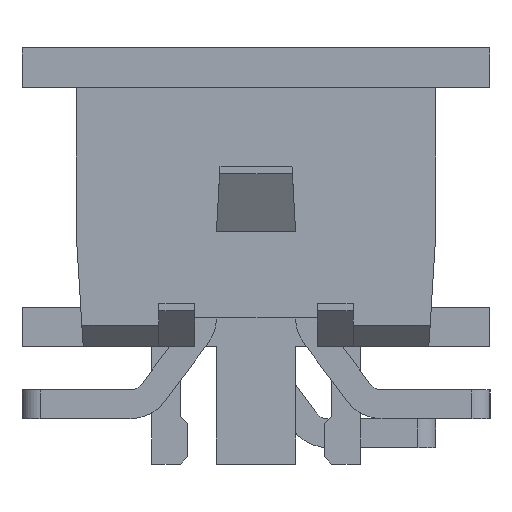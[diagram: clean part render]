
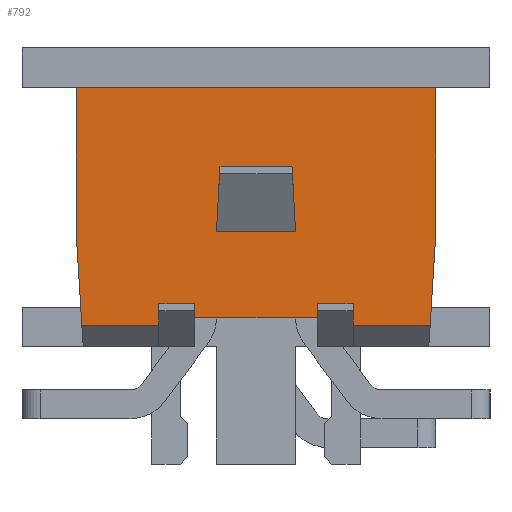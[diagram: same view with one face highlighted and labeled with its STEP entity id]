
A CAD part, left-side view. The second image highlights one B-rep face of the part: STEP entity #792.
In plain terms, the highlighted planar face has unit normal (-1, 0, 0).
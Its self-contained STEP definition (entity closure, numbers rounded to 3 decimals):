
#792 = ADVANCED_FACE( '', ( #1637, #1638 ), #1639, .F. );
#1637 = FACE_BOUND( '', #2510, .T. );
#1638 = FACE_OUTER_BOUND( '', #2511, .T. );
#1639 = PLANE( '', #2512 );
#2510 = EDGE_LOOP( '', ( #5078, #5079, #5080, #5081 ) );
#2511 = EDGE_LOOP( '', ( #5082, #5083, #5084, #5085, #5086, #5087, #5088, #5089, #5090, #5091, #5092, #5093, #5094, #5095 ) );
#2512 = AXIS2_PLACEMENT_3D( '', #5096, #5097, #5098 );
#5078 = ORIENTED_EDGE( '', *, *, #6098, .T. );
#5079 = ORIENTED_EDGE( '', *, *, #6324, .T. );
#5080 = ORIENTED_EDGE( '', *, *, #6325, .F. );
#5081 = ORIENTED_EDGE( '', *, *, #6066, .F. );
#5082 = ORIENTED_EDGE( '', *, *, #6158, .T. );
#5083 = ORIENTED_EDGE( '', *, *, #5788, .T. );
#5084 = ORIENTED_EDGE( '', *, *, #6120, .F. );
#5085 = ORIENTED_EDGE( '', *, *, #5884, .T. );
#5086 = ORIENTED_EDGE( '', *, *, #5594, .F. );
#5087 = ORIENTED_EDGE( '', *, *, #5985, .F. );
#5088 = ORIENTED_EDGE( '', *, *, #5741, .T. );
#5089 = ORIENTED_EDGE( '', *, *, #6127, .T. );
#5090 = ORIENTED_EDGE( '', *, *, #6281, .F. );
#5091 = ORIENTED_EDGE( '', *, *, #6037, .F. );
#5092 = ORIENTED_EDGE( '', *, *, #6069, .F. );
#5093 = ORIENTED_EDGE( '', *, *, #6125, .T. );
#5094 = ORIENTED_EDGE( '', *, *, #6172, .T. );
#5095 = ORIENTED_EDGE( '', *, *, #5758, .T. );
#5096 = CARTESIAN_POINT( '', ( -13.715, 2.5, 3.6 ) );
#5097 = DIRECTION( '', ( 1., 0., 0. ) );
#5098 = DIRECTION( '', ( 0., 0., -1. ) );
#5594 = EDGE_CURVE( '', #6923, #6925, #6926, .T. );
#5741 = EDGE_CURVE( '', #7160, #7157, #7161, .T. );
#5758 = EDGE_CURVE( '', #7190, #7188, #7191, .T. );
#5788 = EDGE_CURVE( '', #7239, #7237, #7240, .T. );
#5884 = EDGE_CURVE( '', #7395, #6925, #7396, .T. );
#5985 = EDGE_CURVE( '', #7160, #6923, #7548, .T. );
#6037 = EDGE_CURVE( '', #7617, #7618, #7619, .T. );
#6066 = EDGE_CURVE( '', #7657, #7659, #7660, .T. );
#6069 = EDGE_CURVE( '', #7663, #7617, #7664, .T. );
#6098 = EDGE_CURVE( '', #7657, #7696, #7697, .T. );
#6120 = EDGE_CURVE( '', #7395, #7237, #7724, .T. );
#6125 = EDGE_CURVE( '', #7663, #7729, #7731, .T. );
#6127 = EDGE_CURVE( '', #7157, #7733, #7734, .T. );
#6158 = EDGE_CURVE( '', #7188, #7239, #7768, .T. );
#6172 = EDGE_CURVE( '', #7729, #7190, #7784, .T. );
#6281 = EDGE_CURVE( '', #7618, #7733, #7906, .T. );
#6324 = EDGE_CURVE( '', #7696, #7952, #7953, .T. );
#6325 = EDGE_CURVE( '', #7659, #7952, #7954, .T. );
#6923 = VERTEX_POINT( '', #9128 );
#6925 = VERTEX_POINT( '', #9131 );
#6926 = LINE( '', #9132, #9133 );
#7157 = VERTEX_POINT( '', #9476 );
#7160 = VERTEX_POINT( '', #9480 );
#7161 = LINE( '', #9481, #9482 );
#7188 = VERTEX_POINT( '', #9521 );
#7190 = VERTEX_POINT( '', #9524 );
#7191 = LINE( '', #9525, #9526 );
#7237 = VERTEX_POINT( '', #9594 );
#7239 = VERTEX_POINT( '', #9597 );
#7240 = LINE( '', #9598, #9599 );
#7395 = VERTEX_POINT( '', #9841 );
#7396 = LINE( '', #9842, #9843 );
#7548 = LINE( '', #10088, #10089 );
#7617 = VERTEX_POINT( '', #10194 );
#7618 = VERTEX_POINT( '', #10195 );
#7619 = LINE( '', #10196, #10197 );
#7657 = VERTEX_POINT( '', #10254 );
#7659 = VERTEX_POINT( '', #10257 );
#7660 = LINE( '', #10258, #10259 );
#7663 = VERTEX_POINT( '', #10263 );
#7664 = LINE( '', #10264, #10265 );
#7696 = VERTEX_POINT( '', #10315 );
#7697 = LINE( '', #10316, #10317 );
#7724 = LINE( '', #10357, #10358 );
#7729 = VERTEX_POINT( '', #10365 );
#7731 = LINE( '', #10368, #10369 );
#7733 = VERTEX_POINT( '', #10371 );
#7734 = LINE( '', #10372, #10373 );
#7768 = LINE( '', #10426, #10427 );
#7784 = LINE( '', #10451, #10452 );
#7906 = LINE( '', #10628, #10629 );
#7952 = VERTEX_POINT( '', #10688 );
#7953 = LINE( '', #10689, #10690 );
#7954 = LINE( '', #10691, #10692 );
#9128 = CARTESIAN_POINT( '', ( -13.715, -0.85, 0.6 ) );
#9131 = CARTESIAN_POINT( '', ( -13.715, -0.85, 0.4 ) );
#9132 = CARTESIAN_POINT( '', ( -13.715, -0.85, 0.6 ) );
#9133 = VECTOR( '', #11088, 1000. );
#9476 = CARTESIAN_POINT( '', ( -13.715, -1.35, 0.3 ) );
#9480 = CARTESIAN_POINT( '', ( -13.715, -1.35, 0.6 ) );
#9481 = CARTESIAN_POINT( '', ( -13.715, -1.35, 0.6 ) );
#9482 = VECTOR( '', #11205, 1000. );
#9521 = CARTESIAN_POINT( '', ( -13.715, 1.35, 0.3 ) );
#9524 = CARTESIAN_POINT( '', ( -13.715, 2.419, 0.3 ) );
#9525 = CARTESIAN_POINT( '', ( -13.715, 2.5, 0.3 ) );
#9526 = VECTOR( '', #11219, 1000. );
#9594 = CARTESIAN_POINT( '', ( -13.715, 0.85, 0.6 ) );
#9597 = CARTESIAN_POINT( '', ( -13.715, 1.35, 0.6 ) );
#9598 = CARTESIAN_POINT( '', ( -13.715, 1.35, 0.6 ) );
#9599 = VECTOR( '', #11243, 1000. );
#9841 = CARTESIAN_POINT( '', ( -13.715, 0.85, 0.4 ) );
#9842 = CARTESIAN_POINT( '', ( -13.715, 2.5, 0.4 ) );
#9843 = VECTOR( '', #11331, 1000. );
#10088 = CARTESIAN_POINT( '', ( -13.715, -1.35, 0.6 ) );
#10089 = VECTOR( '', #11425, 1000. );
#10194 = CARTESIAN_POINT( '', ( -13.715, -2.5, 3.6 ) );
#10195 = CARTESIAN_POINT( '', ( -13.715, -2.5, 1.6 ) );
#10196 = CARTESIAN_POINT( '', ( -13.715, -2.5, 3.6 ) );
#10197 = VECTOR( '', #11465, 1000. );
#10254 = CARTESIAN_POINT( '', ( -13.715, -0.5, 2.5 ) );
#10257 = CARTESIAN_POINT( '', ( -13.715, 0.5, 2.5 ) );
#10258 = CARTESIAN_POINT( '', ( -13.715, -0.55, 2.5 ) );
#10259 = VECTOR( '', #11486, 1000. );
#10263 = CARTESIAN_POINT( '', ( -13.715, 2.5, 3.6 ) );
#10264 = CARTESIAN_POINT( '', ( -13.715, 2.5, 3.6 ) );
#10265 = VECTOR( '', #11488, 1000. );
#10315 = CARTESIAN_POINT( '', ( -13.715, -0.55, 1.6 ) );
#10316 = CARTESIAN_POINT( '', ( -13.715, -0.5, 2.5 ) );
#10317 = VECTOR( '', #11507, 1000. );
#10357 = CARTESIAN_POINT( '', ( -13.715, 0.85, 0.3 ) );
#10358 = VECTOR( '', #11521, 1000. );
#10365 = CARTESIAN_POINT( '', ( -13.715, 2.5, 1.6 ) );
#10368 = CARTESIAN_POINT( '', ( -13.715, 2.5, 3.6 ) );
#10369 = VECTOR( '', #11525, 1000. );
#10371 = CARTESIAN_POINT( '', ( -13.715, -2.419, 0.3 ) );
#10372 = CARTESIAN_POINT( '', ( -13.715, 2.5, 0.3 ) );
#10373 = VECTOR( '', #11526, 1000. );
#10426 = CARTESIAN_POINT( '', ( -13.715, 1.35, 0.3 ) );
#10427 = VECTOR( '', #11546, 1000. );
#10451 = CARTESIAN_POINT( '', ( -13.715, 2.625, 3.592 ) );
#10452 = VECTOR( '', #11555, 1000. );
#10628 = CARTESIAN_POINT( '', ( -13.715, -2.605, 3.281 ) );
#10629 = VECTOR( '', #11610, 1000. );
#10688 = CARTESIAN_POINT( '', ( -13.715, 0.55, 1.6 ) );
#10689 = CARTESIAN_POINT( '', ( -13.715, -0.55, 1.6 ) );
#10690 = VECTOR( '', #11624, 1000. );
#10691 = CARTESIAN_POINT( '', ( -13.715, 0.5, 2.5 ) );
#10692 = VECTOR( '', #11625, 1000. );
#11088 = DIRECTION( '', ( 0., 0., -1. ) );
#11205 = DIRECTION( '', ( 0., 0., -1. ) );
#11219 = DIRECTION( '', ( 0., -1., 0. ) );
#11243 = DIRECTION( '', ( 0., -1., 0. ) );
#11331 = DIRECTION( '', ( 0., -1., 0. ) );
#11425 = DIRECTION( '', ( 0., 1., 0. ) );
#11465 = DIRECTION( '', ( 0., 0., -1. ) );
#11486 = DIRECTION( '', ( 0., 1., 0. ) );
#11488 = DIRECTION( '', ( 0., -1., 0. ) );
#11507 = DIRECTION( '', ( 0., -0.055, -0.998 ) );
#11521 = DIRECTION( '', ( 0., 0., 1. ) );
#11525 = DIRECTION( '', ( 0., 0., -1. ) );
#11526 = DIRECTION( '', ( 0., -1., 0. ) );
#11546 = DIRECTION( '', ( 0., 0., 1. ) );
#11555 = DIRECTION( '', ( 0., -0.062, -0.998 ) );
#11610 = DIRECTION( '', ( 0., 0.062, -0.998 ) );
#11624 = DIRECTION( '', ( 0., 1., 0. ) );
#11625 = DIRECTION( '', ( 0., 0.055, -0.998 ) );
